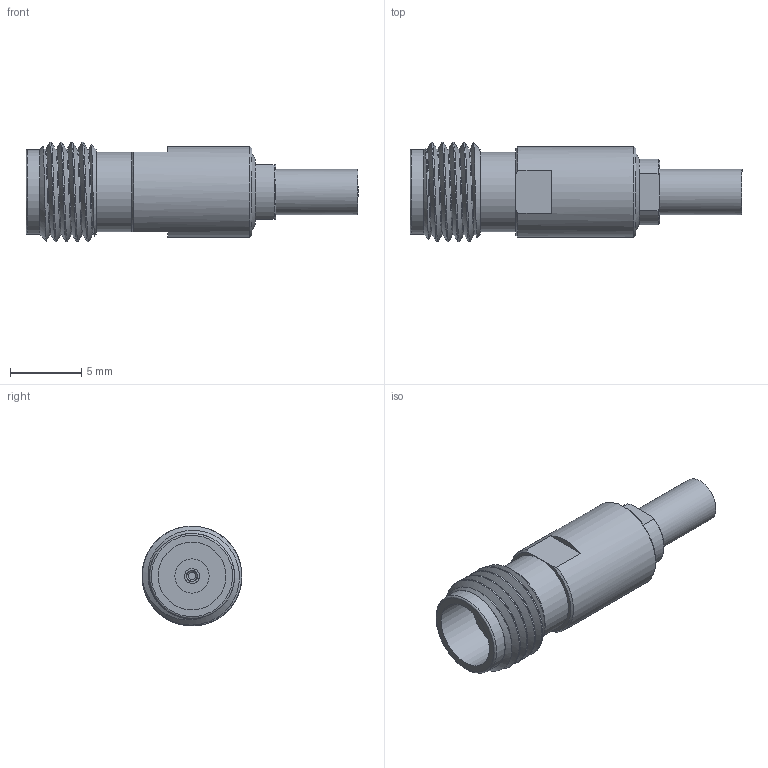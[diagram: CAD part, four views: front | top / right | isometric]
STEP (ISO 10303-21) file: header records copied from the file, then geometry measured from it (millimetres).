
FILE_DESCRIPTION (( 'STEP AP203' ), '1' );
FILE_NAME ('SM8936_3D.step', '2020-07-07T16:01:52', ( '' ), ( '' ), 'SwSTEP 2.0', 'SolidWorks 2018', '' );
FILE_SCHEMA (( 'CONFIG_CONTROL_DESIGN' ));
Length unit declared in the file: inch
Products named in the file (1): SM8936_3D
Bounding box: 23.29 x 7 x 7 mm (x, y, z)
Volume: 473.6 mm3; surface area: 672.1 mm2
Topology: 1 solids, 1 shells, 80 faces, 190 edges, 124 vertices
Faces by surface type: plane 40, cylinder 19, cone 16, bspline 3, torus 2
Full cylindrical faces by diameter (mm): 0.292 x1, 0.498 x1, 0.508 x1, 0.736 x1, 1.042 x1, 2.108 x1, 2.184 x1, 2.4 x1, 2.819 x1, 3.175 x1, 4.77 x1, 5.441 x1, 5.588 x1, 5.594 x1, 5.963 x1, 6.35 x1
Entity records: 3352 total; most frequent: CARTESIAN_POINT 1619, DIRECTION 348, ORIENTED_EDGE 304, EDGE_CURVE 152, AXIS2_PLACEMENT_3D 149, EDGE_LOOP 116, VERTEX_POINT 112, FACE_OUTER_BOUND 97
